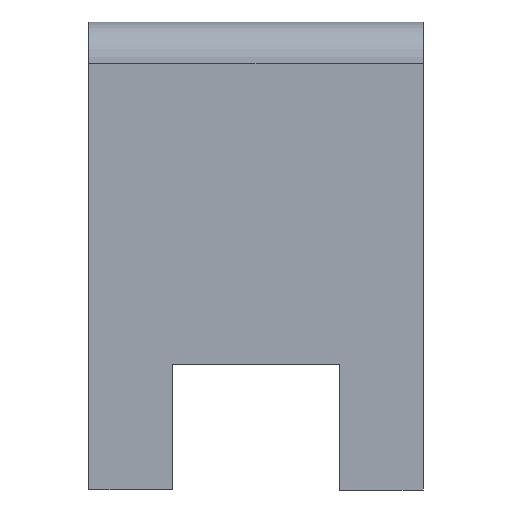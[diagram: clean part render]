
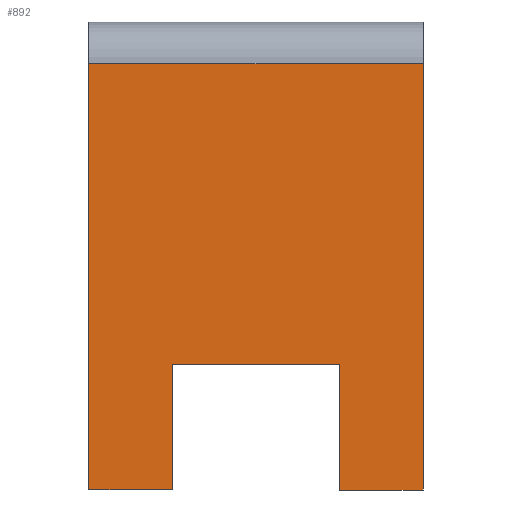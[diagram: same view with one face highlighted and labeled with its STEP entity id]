
A CAD part, left-side view. The second image highlights one B-rep face of the part: STEP entity #892.
In plain terms, the highlighted planar face has unit normal (-1, 0, 0).
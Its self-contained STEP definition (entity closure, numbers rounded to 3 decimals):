
#44 = PLANE('',#45);
#45 = AXIS2_PLACEMENT_3D('',#46,#47,#48);
#46 = CARTESIAN_POINT('',(-0.008,4.,6.153));
#47 = DIRECTION('',(0.,-1.,0.));
#48 = DIRECTION('',(0.,0.,-1.));
#223 = VERTEX_POINT('',#224);
#224 = CARTESIAN_POINT('',(-5.,4.,10.2));
#239 = CYLINDRICAL_SURFACE('',#240,1.);
#240 = AXIS2_PLACEMENT_3D('',#241,#242,#243);
#241 = CARTESIAN_POINT('',(-4.,4.,10.2));
#242 = DIRECTION('',(0.,1.,0.));
#243 = DIRECTION('',(1.,0.,0.));
#251 = EDGE_CURVE('',#223,#252,#254,.T.);
#252 = VERTEX_POINT('',#253);
#253 = CARTESIAN_POINT('',(-5.,4.,0.));
#254 = SURFACE_CURVE('',#255,(#259,#266),.PCURVE_S1.);
#255 = LINE('',#256,#257);
#256 = CARTESIAN_POINT('',(-5.,4.,10.2));
#257 = VECTOR('',#258,1.);
#258 = DIRECTION('',(0.,0.,-1.));
#259 = PCURVE('',#44,#260);
#260 = DEFINITIONAL_REPRESENTATION('',(#261),#265);
#261 = LINE('',#262,#263);
#262 = CARTESIAN_POINT('',(-4.047,-4.992));
#263 = VECTOR('',#264,1.);
#264 = DIRECTION('',(1.,0.));
#265 = ( GEOMETRIC_REPRESENTATION_CONTEXT(2) 
PARAMETRIC_REPRESENTATION_CONTEXT() REPRESENTATION_CONTEXT('2D SPACE',''
  ) );
#266 = PCURVE('',#267,#272);
#267 = PLANE('',#268);
#268 = AXIS2_PLACEMENT_3D('',#269,#270,#271);
#269 = CARTESIAN_POINT('',(-5.,4.,10.2));
#270 = DIRECTION('',(1.,0.,0.));
#271 = DIRECTION('',(0.,0.,-1.));
#272 = DEFINITIONAL_REPRESENTATION('',(#273),#277);
#273 = LINE('',#274,#275);
#274 = CARTESIAN_POINT('',(0.,0.));
#275 = VECTOR('',#276,1.);
#276 = DIRECTION('',(1.,0.));
#277 = ( GEOMETRIC_REPRESENTATION_CONTEXT(2) 
PARAMETRIC_REPRESENTATION_CONTEXT() REPRESENTATION_CONTEXT('2D SPACE',''
  ) );
#295 = PLANE('',#296);
#296 = AXIS2_PLACEMENT_3D('',#297,#298,#299);
#297 = CARTESIAN_POINT('',(-5.,4.,0.));
#298 = DIRECTION('',(0.,0.,1.));
#299 = DIRECTION('',(1.,0.,0.));
#512 = PLANE('',#513);
#513 = AXIS2_PLACEMENT_3D('',#514,#515,#516);
#514 = CARTESIAN_POINT('',(-0.008,-4.,6.153));
#515 = DIRECTION('',(0.,-1.,0.));
#516 = DIRECTION('',(0.,0.,-1.));
#848 = VERTEX_POINT('',#849);
#849 = CARTESIAN_POINT('',(-5.,-4.,10.2));
#871 = EDGE_CURVE('',#223,#848,#872,.T.);
#872 = SURFACE_CURVE('',#873,(#877,#884),.PCURVE_S1.);
#873 = LINE('',#874,#875);
#874 = CARTESIAN_POINT('',(-5.,4.,10.2));
#875 = VECTOR('',#876,1.);
#876 = DIRECTION('',(0.,-1.,0.));
#877 = PCURVE('',#239,#878);
#878 = DEFINITIONAL_REPRESENTATION('',(#879),#883);
#879 = LINE('',#880,#881);
#880 = CARTESIAN_POINT('',(-3.142,0.));
#881 = VECTOR('',#882,1.);
#882 = DIRECTION('',(-0.,-1.));
#883 = ( GEOMETRIC_REPRESENTATION_CONTEXT(2) 
PARAMETRIC_REPRESENTATION_CONTEXT() REPRESENTATION_CONTEXT('2D SPACE',''
  ) );
#884 = PCURVE('',#267,#885);
#885 = DEFINITIONAL_REPRESENTATION('',(#886),#890);
#886 = LINE('',#887,#888);
#887 = CARTESIAN_POINT('',(0.,0.));
#888 = VECTOR('',#889,1.);
#889 = DIRECTION('',(0.,-1.));
#890 = ( GEOMETRIC_REPRESENTATION_CONTEXT(2) 
PARAMETRIC_REPRESENTATION_CONTEXT() REPRESENTATION_CONTEXT('2D SPACE',''
  ) );
#892 = ADVANCED_FACE('',(#893),#267,.F.);
#893 = FACE_BOUND('',#894,.F.);
#894 = EDGE_LOOP('',(#895,#896,#897,#920,#948,#976,#1004,#1032));
#895 = ORIENTED_EDGE('',*,*,#251,.F.);
#896 = ORIENTED_EDGE('',*,*,#871,.T.);
#897 = ORIENTED_EDGE('',*,*,#898,.T.);
#898 = EDGE_CURVE('',#848,#899,#901,.T.);
#899 = VERTEX_POINT('',#900);
#900 = CARTESIAN_POINT('',(-5.,-4.,0.));
#901 = SURFACE_CURVE('',#902,(#906,#913),.PCURVE_S1.);
#902 = LINE('',#903,#904);
#903 = CARTESIAN_POINT('',(-5.,-4.,10.2));
#904 = VECTOR('',#905,1.);
#905 = DIRECTION('',(0.,0.,-1.));
#906 = PCURVE('',#267,#907);
#907 = DEFINITIONAL_REPRESENTATION('',(#908),#912);
#908 = LINE('',#909,#910);
#909 = CARTESIAN_POINT('',(0.,-8.));
#910 = VECTOR('',#911,1.);
#911 = DIRECTION('',(1.,0.));
#912 = ( GEOMETRIC_REPRESENTATION_CONTEXT(2) 
PARAMETRIC_REPRESENTATION_CONTEXT() REPRESENTATION_CONTEXT('2D SPACE',''
  ) );
#913 = PCURVE('',#512,#914);
#914 = DEFINITIONAL_REPRESENTATION('',(#915),#919);
#915 = LINE('',#916,#917);
#916 = CARTESIAN_POINT('',(-4.047,-4.992));
#917 = VECTOR('',#918,1.);
#918 = DIRECTION('',(1.,0.));
#919 = ( GEOMETRIC_REPRESENTATION_CONTEXT(2) 
PARAMETRIC_REPRESENTATION_CONTEXT() REPRESENTATION_CONTEXT('2D SPACE',''
  ) );
#920 = ORIENTED_EDGE('',*,*,#921,.F.);
#921 = EDGE_CURVE('',#922,#899,#924,.T.);
#922 = VERTEX_POINT('',#923);
#923 = CARTESIAN_POINT('',(-5.,-2.,0.));
#924 = SURFACE_CURVE('',#925,(#929,#936),.PCURVE_S1.);
#925 = LINE('',#926,#927);
#926 = CARTESIAN_POINT('',(-5.,4.,0.));
#927 = VECTOR('',#928,1.);
#928 = DIRECTION('',(0.,-1.,0.));
#929 = PCURVE('',#267,#930);
#930 = DEFINITIONAL_REPRESENTATION('',(#931),#935);
#931 = LINE('',#932,#933);
#932 = CARTESIAN_POINT('',(10.2,0.));
#933 = VECTOR('',#934,1.);
#934 = DIRECTION('',(0.,-1.));
#935 = ( GEOMETRIC_REPRESENTATION_CONTEXT(2) 
PARAMETRIC_REPRESENTATION_CONTEXT() REPRESENTATION_CONTEXT('2D SPACE',''
  ) );
#936 = PCURVE('',#937,#942);
#937 = PLANE('',#938);
#938 = AXIS2_PLACEMENT_3D('',#939,#940,#941);
#939 = CARTESIAN_POINT('',(-5.,4.,0.));
#940 = DIRECTION('',(0.,0.,1.));
#941 = DIRECTION('',(1.,0.,0.));
#942 = DEFINITIONAL_REPRESENTATION('',(#943),#947);
#943 = LINE('',#944,#945);
#944 = CARTESIAN_POINT('',(0.,0.));
#945 = VECTOR('',#946,1.);
#946 = DIRECTION('',(0.,-1.));
#947 = ( GEOMETRIC_REPRESENTATION_CONTEXT(2) 
PARAMETRIC_REPRESENTATION_CONTEXT() REPRESENTATION_CONTEXT('2D SPACE',''
  ) );
#948 = ORIENTED_EDGE('',*,*,#949,.F.);
#949 = EDGE_CURVE('',#950,#922,#952,.T.);
#950 = VERTEX_POINT('',#951);
#951 = CARTESIAN_POINT('',(-5.,-2.,3.));
#952 = SURFACE_CURVE('',#953,(#957,#964),.PCURVE_S1.);
#953 = LINE('',#954,#955);
#954 = CARTESIAN_POINT('',(-5.,-2.,6.6));
#955 = VECTOR('',#956,1.);
#956 = DIRECTION('',(0.,0.,-1.));
#957 = PCURVE('',#267,#958);
#958 = DEFINITIONAL_REPRESENTATION('',(#959),#963);
#959 = LINE('',#960,#961);
#960 = CARTESIAN_POINT('',(3.6,-6.));
#961 = VECTOR('',#962,1.);
#962 = DIRECTION('',(1.,0.));
#963 = ( GEOMETRIC_REPRESENTATION_CONTEXT(2) 
PARAMETRIC_REPRESENTATION_CONTEXT() REPRESENTATION_CONTEXT('2D SPACE',''
  ) );
#964 = PCURVE('',#965,#970);
#965 = PLANE('',#966);
#966 = AXIS2_PLACEMENT_3D('',#967,#968,#969);
#967 = CARTESIAN_POINT('',(17.183,-2.,3.));
#968 = DIRECTION('',(0.,-1.,0.));
#969 = DIRECTION('',(0.,0.,-1.));
#970 = DEFINITIONAL_REPRESENTATION('',(#971),#975);
#971 = LINE('',#972,#973);
#972 = CARTESIAN_POINT('',(-3.6,-22.183));
#973 = VECTOR('',#974,1.);
#974 = DIRECTION('',(1.,0.));
#975 = ( GEOMETRIC_REPRESENTATION_CONTEXT(2) 
PARAMETRIC_REPRESENTATION_CONTEXT() REPRESENTATION_CONTEXT('2D SPACE',''
  ) );
#976 = ORIENTED_EDGE('',*,*,#977,.F.);
#977 = EDGE_CURVE('',#978,#950,#980,.T.);
#978 = VERTEX_POINT('',#979);
#979 = CARTESIAN_POINT('',(-5.,2.,3.));
#980 = SURFACE_CURVE('',#981,(#985,#992),.PCURVE_S1.);
#981 = LINE('',#982,#983);
#982 = CARTESIAN_POINT('',(-5.,3.,3.));
#983 = VECTOR('',#984,1.);
#984 = DIRECTION('',(0.,-1.,0.));
#985 = PCURVE('',#267,#986);
#986 = DEFINITIONAL_REPRESENTATION('',(#987),#991);
#987 = LINE('',#988,#989);
#988 = CARTESIAN_POINT('',(7.2,-1.));
#989 = VECTOR('',#990,1.);
#990 = DIRECTION('',(0.,-1.));
#991 = ( GEOMETRIC_REPRESENTATION_CONTEXT(2) 
PARAMETRIC_REPRESENTATION_CONTEXT() REPRESENTATION_CONTEXT('2D SPACE',''
  ) );
#992 = PCURVE('',#993,#998);
#993 = PLANE('',#994);
#994 = AXIS2_PLACEMENT_3D('',#995,#996,#997);
#995 = CARTESIAN_POINT('',(17.183,2.,3.));
#996 = DIRECTION('',(0.,0.,1.));
#997 = DIRECTION('',(0.,-1.,0.));
#998 = DEFINITIONAL_REPRESENTATION('',(#999),#1003);
#999 = LINE('',#1000,#1001);
#1000 = CARTESIAN_POINT('',(-1.,-22.183));
#1001 = VECTOR('',#1002,1.);
#1002 = DIRECTION('',(1.,0.));
#1003 = ( GEOMETRIC_REPRESENTATION_CONTEXT(2) 
PARAMETRIC_REPRESENTATION_CONTEXT() REPRESENTATION_CONTEXT('2D SPACE',''
  ) );
#1004 = ORIENTED_EDGE('',*,*,#1005,.F.);
#1005 = EDGE_CURVE('',#1006,#978,#1008,.T.);
#1006 = VERTEX_POINT('',#1007);
#1007 = CARTESIAN_POINT('',(-5.,2.,-0.));
#1008 = SURFACE_CURVE('',#1009,(#1013,#1020),.PCURVE_S1.);
#1009 = LINE('',#1010,#1011);
#1010 = CARTESIAN_POINT('',(-5.,2.,5.1));
#1011 = VECTOR('',#1012,1.);
#1012 = DIRECTION('',(0.,0.,1.));
#1013 = PCURVE('',#267,#1014);
#1014 = DEFINITIONAL_REPRESENTATION('',(#1015),#1019);
#1015 = LINE('',#1016,#1017);
#1016 = CARTESIAN_POINT('',(5.1,-2.));
#1017 = VECTOR('',#1018,1.);
#1018 = DIRECTION('',(-1.,0.));
#1019 = ( GEOMETRIC_REPRESENTATION_CONTEXT(2) 
PARAMETRIC_REPRESENTATION_CONTEXT() REPRESENTATION_CONTEXT('2D SPACE',''
  ) );
#1020 = PCURVE('',#1021,#1026);
#1021 = PLANE('',#1022);
#1022 = AXIS2_PLACEMENT_3D('',#1023,#1024,#1025);
#1023 = CARTESIAN_POINT('',(17.183,2.,0.));
#1024 = DIRECTION('',(0.,1.,0.));
#1025 = DIRECTION('',(0.,0.,1.));
#1026 = DEFINITIONAL_REPRESENTATION('',(#1027),#1031);
#1027 = LINE('',#1028,#1029);
#1028 = CARTESIAN_POINT('',(5.1,-22.183));
#1029 = VECTOR('',#1030,1.);
#1030 = DIRECTION('',(1.,0.));
#1031 = ( GEOMETRIC_REPRESENTATION_CONTEXT(2) 
PARAMETRIC_REPRESENTATION_CONTEXT() REPRESENTATION_CONTEXT('2D SPACE',''
  ) );
#1032 = ORIENTED_EDGE('',*,*,#1033,.F.);
#1033 = EDGE_CURVE('',#252,#1006,#1034,.T.);
#1034 = SURFACE_CURVE('',#1035,(#1039,#1046),.PCURVE_S1.);
#1035 = LINE('',#1036,#1037);
#1036 = CARTESIAN_POINT('',(-5.,4.,0.));
#1037 = VECTOR('',#1038,1.);
#1038 = DIRECTION('',(0.,-1.,0.));
#1039 = PCURVE('',#267,#1040);
#1040 = DEFINITIONAL_REPRESENTATION('',(#1041),#1045);
#1041 = LINE('',#1042,#1043);
#1042 = CARTESIAN_POINT('',(10.2,0.));
#1043 = VECTOR('',#1044,1.);
#1044 = DIRECTION('',(0.,-1.));
#1045 = ( GEOMETRIC_REPRESENTATION_CONTEXT(2) 
PARAMETRIC_REPRESENTATION_CONTEXT() REPRESENTATION_CONTEXT('2D SPACE',''
  ) );
#1046 = PCURVE('',#295,#1047);
#1047 = DEFINITIONAL_REPRESENTATION('',(#1048),#1052);
#1048 = LINE('',#1049,#1050);
#1049 = CARTESIAN_POINT('',(0.,0.));
#1050 = VECTOR('',#1051,1.);
#1051 = DIRECTION('',(0.,-1.));
#1052 = ( GEOMETRIC_REPRESENTATION_CONTEXT(2) 
PARAMETRIC_REPRESENTATION_CONTEXT() REPRESENTATION_CONTEXT('2D SPACE',''
  ) );
